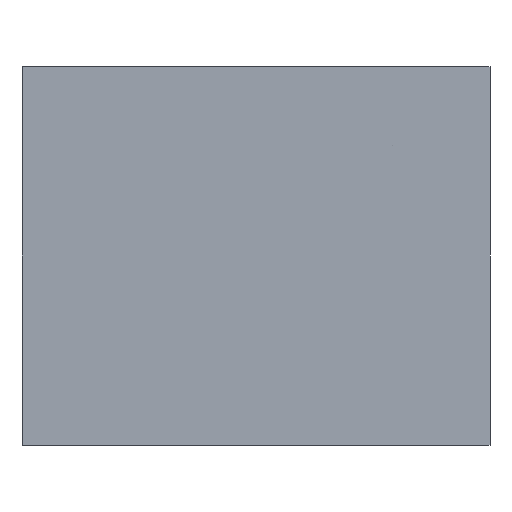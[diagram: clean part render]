
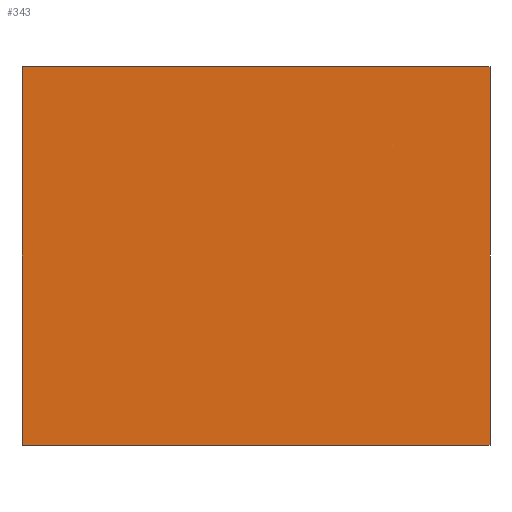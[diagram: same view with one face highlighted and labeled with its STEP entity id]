
A CAD part, left-side view. The second image highlights one B-rep face of the part: STEP entity #343.
In plain terms, the highlighted planar face has unit normal (-1, 0, 0).
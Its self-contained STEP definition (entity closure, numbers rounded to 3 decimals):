
#17 = LINE ( 'NONE', #507, #264 ) ;
#36 = CARTESIAN_POINT ( 'NONE',  ( 0., 0., 17. ) ) ;
#84 = EDGE_CURVE ( 'NONE', #298, #409, #382, .T. ) ;
#125 = CARTESIAN_POINT ( 'NONE',  ( 0., 21., 17. ) ) ;
#147 = CARTESIAN_POINT ( 'NONE',  ( 0., 21., 0. ) ) ;
#149 = EDGE_CURVE ( 'NONE', #409, #469, #595, .T. ) ;
#158 = DIRECTION ( 'NONE',  ( 0., 0., -1. ) ) ;
#215 = VECTOR ( 'NONE', #309, 1000. ) ;
#221 = LINE ( 'NONE', #36, #215 ) ;
#225 = FACE_OUTER_BOUND ( 'NONE', #669, .T. ) ;
#262 = EDGE_CURVE ( 'NONE', #298, #574, #17, .T. ) ;
#264 = VECTOR ( 'NONE', #531, 1000. ) ;
#295 = VECTOR ( 'NONE', #467, 1000. ) ;
#298 = VERTEX_POINT ( 'NONE', #125 ) ;
#309 = DIRECTION ( 'NONE',  ( 0., 0., -1. ) ) ;
#329 = PLANE ( 'NONE',  #694 ) ;
#336 = EDGE_CURVE ( 'NONE', #574, #469, #221, .T. ) ;
#343 = ADVANCED_FACE ( 'NONE', ( #225 ), #329, .F. ) ;
#344 = DIRECTION ( 'NONE',  ( 1., 0., 0. ) ) ;
#346 = DIRECTION ( 'NONE',  ( 0., 0., -1. ) ) ;
#371 = VECTOR ( 'NONE', #158, 1000. ) ;
#382 = LINE ( 'NONE', #498, #371 ) ;
#409 = VERTEX_POINT ( 'NONE', #147 ) ;
#467 = DIRECTION ( 'NONE',  ( 0., -1., 0. ) ) ;
#469 = VERTEX_POINT ( 'NONE', #471 ) ;
#471 = CARTESIAN_POINT ( 'NONE',  ( 0., 0., 0. ) ) ;
#482 = ORIENTED_EDGE ( 'NONE', *, *, #262, .F. ) ;
#491 = CARTESIAN_POINT ( 'NONE',  ( 0., 0., 17. ) ) ;
#498 = CARTESIAN_POINT ( 'NONE',  ( 0., 21., 17. ) ) ;
#507 = CARTESIAN_POINT ( 'NONE',  ( 0., 0., 17. ) ) ;
#531 = DIRECTION ( 'NONE',  ( 0., -1., 0. ) ) ;
#547 = CARTESIAN_POINT ( 'NONE',  ( 0., 0., 0. ) ) ;
#571 = ORIENTED_EDGE ( 'NONE', *, *, #84, .T. ) ;
#574 = VERTEX_POINT ( 'NONE', #491 ) ;
#577 = ORIENTED_EDGE ( 'NONE', *, *, #336, .F. ) ;
#595 = LINE ( 'NONE', #547, #295 ) ;
#631 = CARTESIAN_POINT ( 'NONE',  ( 0., 0., 17. ) ) ;
#669 = EDGE_LOOP ( 'NONE', ( #728, #577, #482, #571 ) ) ;
#694 = AXIS2_PLACEMENT_3D ( 'NONE', #631, #344, #346 ) ;
#728 = ORIENTED_EDGE ( 'NONE', *, *, #149, .T. ) ;
